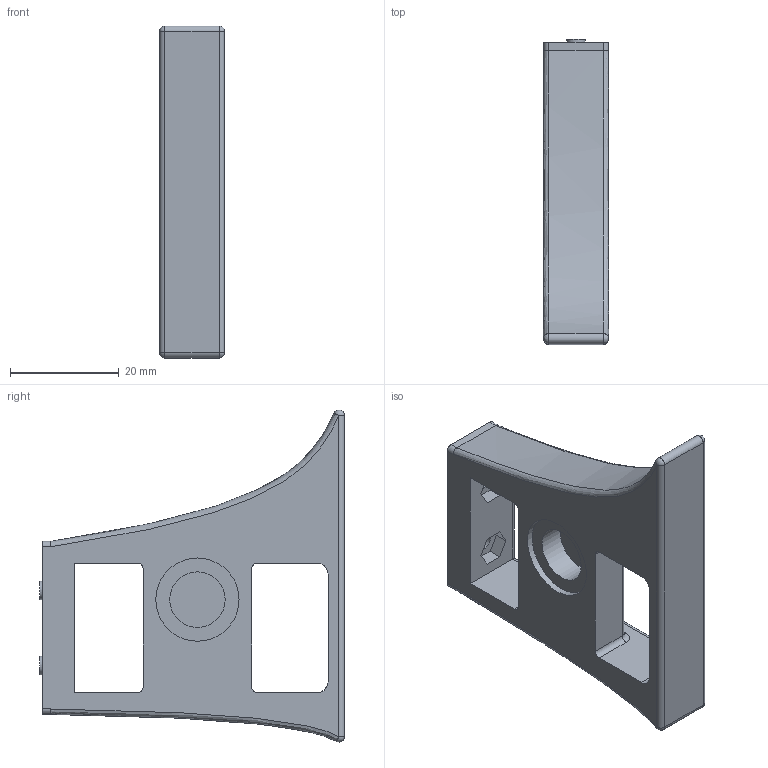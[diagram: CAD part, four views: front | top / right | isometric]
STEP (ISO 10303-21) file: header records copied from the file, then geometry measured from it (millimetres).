
FILE_DESCRIPTION(/* description */ (''),/* implementation_level */ '2;1');
FILE_NAME(/* name */ 'base_right_foot_v1.step',/* time_stamp */ '2025-11-18T12:28:21+09:00',/* author */ (''),/* organization */ (''),/* preprocessor_version */ 'ST-DEVELOPER v20.1',/* originating_system */ 'Autodesk Translation Framework v14.17.0.0',/* authorisation */ '');
FILE_SCHEMA (('AUTOMOTIVE_DESIGN { 1 0 10303 214 3 1 1 }'));
Length unit declared in the file: millimetre
Products named in the file (1): プーリ固定部_ロゴなし版
Bounding box: 12 x 56 x 61.01 mm (x, y, z)
Volume: 16457.7 mm3; surface area: 7580.9 mm2
Topology: 1 solids, 1 shells, 75 faces, 175 edges, 105 vertices
Faces by surface type: plane 31, cylinder 24, bspline 12, torus 4, sphere 4
Full cylindrical faces by diameter (mm): 3.3 x2, 3.4 x2, 10.2 x1, 15.3 x1
Entity records: 2786 total; most frequent: CARTESIAN_POINT 1061, ORIENTED_EDGE 346, DIRECTION 338, EDGE_CURVE 173, AXIS2_PLACEMENT_3D 118, VERTEX_POINT 105, LINE 102, VECTOR 102
